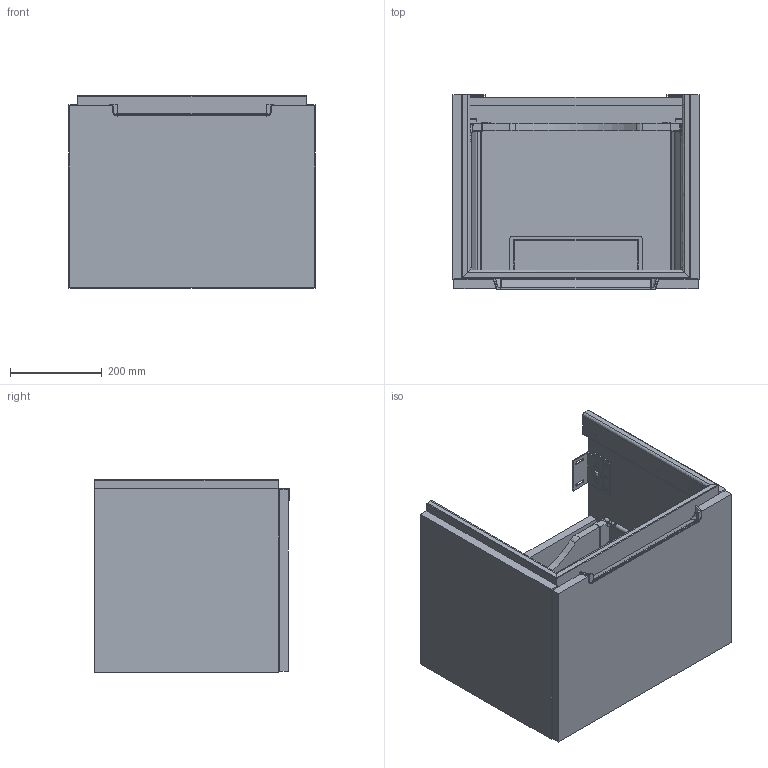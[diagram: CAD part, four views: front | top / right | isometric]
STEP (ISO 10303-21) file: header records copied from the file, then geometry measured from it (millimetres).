
FILE_DESCRIPTION((' '),'2;1');
FILE_NAME('A686Y0XX_3DFusionKopieren.stp.step','2013-11-21T08:32:39',(' '),(' '),' ','ACIS',' ');
FILE_SCHEMA(('CONFIG_CONTROL_DESIGN'));
Length unit declared in the file: millimetre
Products named in the file (43): A686Y0XX_3DFusionKopieren.stp.step; Körper1; Körper2; Körper3; Körper4; Körper5; Körper6; Körper7; Körper8; Körper9; Körper10; Körper11; Körper12; Körper13; Körper14; Körper15; Körper16; Körper17; Körper18; Körper19; Körper20; Körper21; Körper22; Körper23; Körper24; Körper25; Körper26; Körper27; Körper28; Körper29; Körper30; Körper31; Körper32; Körper33; Körper34; Körper35; Körper36; Körper37; Körper38; Körper39 ...
Assembly tree (42 placements, depth 2):
  A686Y0XX_3DFusionKopieren.stp.step
    Körper1
    Körper2
    Körper3
    Körper4
    Körper5
    Körper6
    Körper7
    Körper8
    Körper9
    Körper10
    Körper11
    Körper12
    Körper13
    Körper14
    Körper15
    Körper16
    Körper17
    Körper18
    Körper19
    Körper20
    Körper21
    Körper22
    Körper23
    Körper24
    Körper25
    Körper26
    Körper27
    Körper28
    Körper29
    Körper30
    Körper31
    Körper32
    Körper33
    Körper34
    Körper35
    Körper36
    Körper37
    Körper38
    Körper39
    Körper40
    Körper41
    Körper42
Bounding box: 537 x 425.35 x 420 mm (x, y, z)
Volume: 20792792.5 mm3; surface area: 3036350.6 mm2
Topology: 45 solids, 47 shells, 1223 faces, 3166 edges, 2074 vertices
Faces by surface type: bspline 583, plane 400, cylinder 185, cone 52, sphere 2, torus 1
Full cylindrical faces by diameter (mm): 3 x4, 4 x4, 5 x4, 6 x1, 7 x3, 30 x1
Entity records: 47022 total; most frequent: CARTESIAN_POINT 12581, ORIENTED_EDGE 6046, DIRECTION 5275, EDGE_CURVE 3023, VECTOR 2137, LINE 2137, VERTEX_POINT 2042, AXIS2_PLACEMENT_3D 1569
